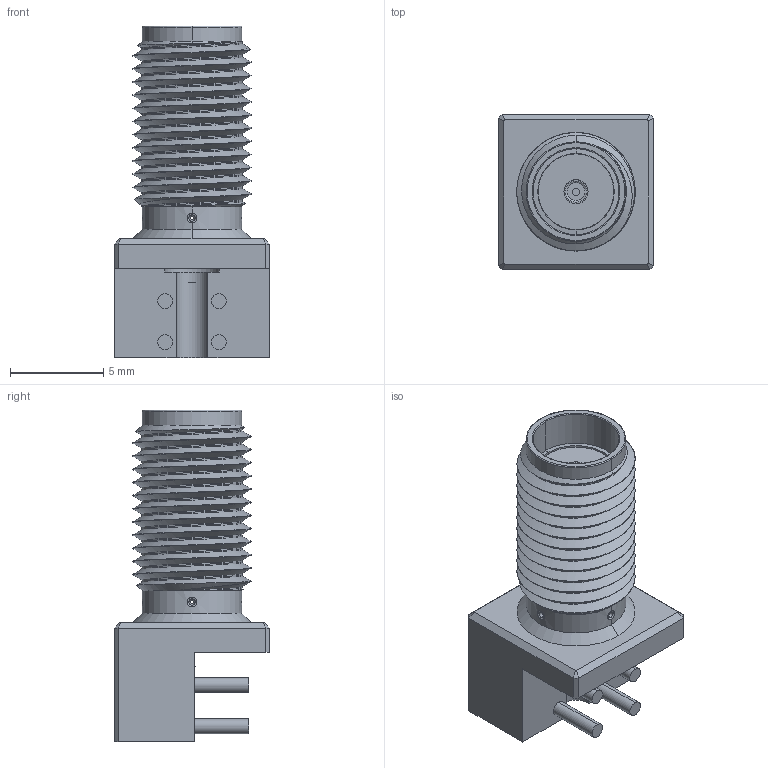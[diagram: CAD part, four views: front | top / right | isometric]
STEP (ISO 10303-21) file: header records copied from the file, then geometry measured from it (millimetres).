
FILE_DESCRIPTION (( 'STEP AP214' ), '1' );
FILE_NAME ('30-410-2-D3.STEP', '2025-08-08T09:17:12', ( '' ), ( '' ), 'SwSTEP 2.0', 'SolidWorks 2025', '' );
FILE_SCHEMA (( 'AUTOMOTIVE_DESIGN' ));
Length unit declared in the file: millimetre
Products named in the file (1): 30-410-2-D3
Bounding box: 8.35 x 8.35 x 17.8 mm (x, y, z)
Surface area: 978.7 mm2 (no closed solid volume)
Topology: 0 solids, 6 shells, 165 faces, 462 edges, 301 vertices
Faces by surface type: cylinder 103, plane 26, cone 22, bspline 10, torus 4
Entity records: 7448 total; most frequent: CARTESIAN_POINT 3665, ORIENTED_EDGE 863, DIRECTION 692, EDGE_CURVE 462, VERTEX_POINT 301, AXIS2_PLACEMENT_3D 264, EDGE_LOOP 180, ADVANCED_FACE 165
